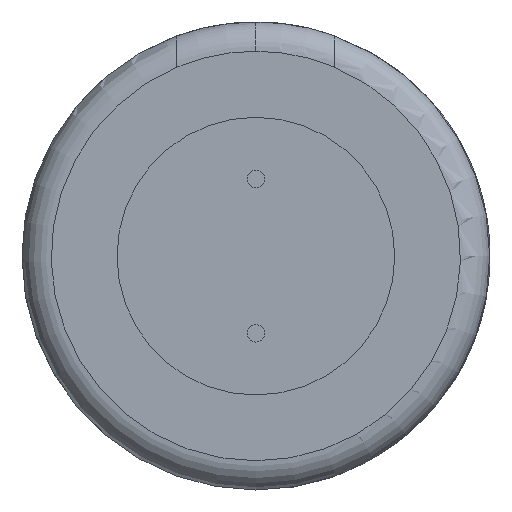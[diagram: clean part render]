
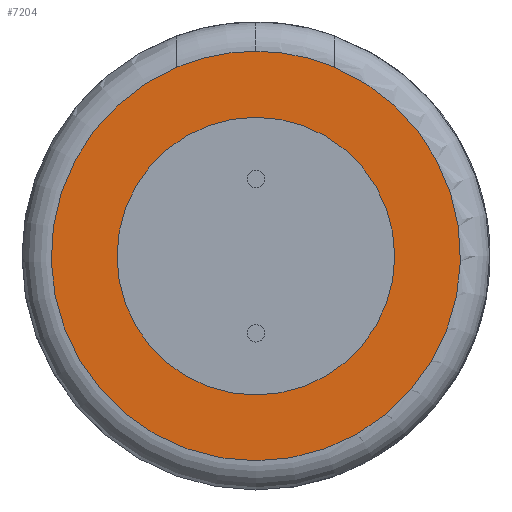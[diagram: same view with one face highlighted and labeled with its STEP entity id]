
A CAD part, front view. The second image highlights one B-rep face of the part: STEP entity #7204.
In plain terms, the highlighted planar face has unit normal (0, -1, 0).
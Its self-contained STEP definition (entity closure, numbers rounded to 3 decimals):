
#201 = CIRCLE ( 'NONE', #12906, 7. ) ;
#363 = CARTESIAN_POINT ( 'NONE',  ( 0., -5., -4.75 ) ) ;
#440 = EDGE_CURVE ( 'NONE', #13709, #11509, #21426, .T. ) ;
#614 = VERTEX_POINT ( 'NONE', #19012 ) ;
#709 = CIRCLE ( 'NONE', #19787, 7. ) ;
#868 = LINE ( 'NONE', #9063, #1043 ) ;
#1043 = VECTOR ( 'NONE', #25596, 1000. ) ;
#1396 = ORIENTED_EDGE ( 'NONE', *, *, #3780, .F. ) ;
#1855 = PLANE ( 'NONE',  #20557 ) ;
#1991 = DIRECTION ( 'NONE',  ( 0., 0., 1. ) ) ;
#2763 = EDGE_CURVE ( 'NONE', #4013, #10687, #709, .T. ) ;
#2769 = ORIENTED_EDGE ( 'NONE', *, *, #2763, .F. ) ;
#2997 = CARTESIAN_POINT ( 'NONE',  ( 0., -5., 0. ) ) ;
#3024 = AXIS2_PLACEMENT_3D ( 'NONE', #4239, #16187, #22608 ) ;
#3321 = DIRECTION ( 'NONE',  ( 0., 0., -1. ) ) ;
#3780 = EDGE_CURVE ( 'NONE', #13709, #4013, #3909, .T. ) ;
#3909 = CIRCLE ( 'NONE', #6841, 7. ) ;
#3982 = CARTESIAN_POINT ( 'NONE',  ( 0., -5., 0.01 ) ) ;
#4013 = VERTEX_POINT ( 'NONE', #19550 ) ;
#4239 = CARTESIAN_POINT ( 'NONE',  ( 0., -5., 0. ) ) ;
#4857 = DIRECTION ( 'NONE',  ( 0., 0., 1. ) ) ;
#6265 = CARTESIAN_POINT ( 'NONE',  ( 2.7, -5., 6.468 ) ) ;
#6527 = CARTESIAN_POINT ( 'NONE',  ( -2.7, -5., 6.458 ) ) ;
#6841 = AXIS2_PLACEMENT_3D ( 'NONE', #3982, #24081, #1991 ) ;
#7083 = ORIENTED_EDGE ( 'NONE', *, *, #440, .T. ) ;
#7204 = ADVANCED_FACE ( 'NONE', ( #14536, #22316 ), #1855, .T. ) ;
#7371 = EDGE_LOOP ( 'NONE', ( #19685, #24072 ) ) ;
#8817 = DIRECTION ( 'NONE',  ( 0., 1., 0. ) ) ;
#9063 = CARTESIAN_POINT ( 'NONE',  ( 2.7, -5., 12.523 ) ) ;
#10687 = VERTEX_POINT ( 'NONE', #6265 ) ;
#11234 = CARTESIAN_POINT ( 'NONE',  ( -2.7, -5., 6.468 ) ) ;
#11509 = VERTEX_POINT ( 'NONE', #6527 ) ;
#11692 = CIRCLE ( 'NONE', #23080, 4.75 ) ;
#12031 = EDGE_CURVE ( 'NONE', #19282, #11509, #201, .T. ) ;
#12906 = AXIS2_PLACEMENT_3D ( 'NONE', #2997, #22967, #4857 ) ;
#13709 = VERTEX_POINT ( 'NONE', #11234 ) ;
#14536 = FACE_OUTER_BOUND ( 'NONE', #23645, .T. ) ;
#16187 = DIRECTION ( 'NONE',  ( 0., 1., 0. ) ) ;
#16626 = ORIENTED_EDGE ( 'NONE', *, *, #12031, .F. ) ;
#17718 = CARTESIAN_POINT ( 'NONE',  ( -2.7, -5., 12.523 ) ) ;
#18545 = DIRECTION ( 'NONE',  ( 0., 0., 1. ) ) ;
#19012 = CARTESIAN_POINT ( 'NONE',  ( 0., -5., 4.75 ) ) ;
#19166 = EDGE_CURVE ( 'NONE', #10687, #19282, #868, .T. ) ;
#19282 = VERTEX_POINT ( 'NONE', #21213 ) ;
#19550 = CARTESIAN_POINT ( 'NONE',  ( 0., -5., 7.01 ) ) ;
#19685 = ORIENTED_EDGE ( 'NONE', *, *, #22628, .T. ) ;
#19787 = AXIS2_PLACEMENT_3D ( 'NONE', #21025, #8817, #23115 ) ;
#20385 = DIRECTION ( 'NONE',  ( 0., 0., -1. ) ) ;
#20557 = AXIS2_PLACEMENT_3D ( 'NONE', #24083, #21964, #20385 ) ;
#21025 = CARTESIAN_POINT ( 'NONE',  ( 0., -5., 0.01 ) ) ;
#21213 = CARTESIAN_POINT ( 'NONE',  ( 2.7, -5., 6.458 ) ) ;
#21426 = LINE ( 'NONE', #17718, #23213 ) ;
#21964 = DIRECTION ( 'NONE',  ( 0., -1., 0. ) ) ;
#22316 = FACE_BOUND ( 'NONE', #7371, .T. ) ;
#22608 = DIRECTION ( 'NONE',  ( 0., 0., 1. ) ) ;
#22628 = EDGE_CURVE ( 'NONE', #614, #23677, #24134, .T. ) ;
#22967 = DIRECTION ( 'NONE',  ( 0., 1., 0. ) ) ;
#23080 = AXIS2_PLACEMENT_3D ( 'NONE', #24885, #24627, #18545 ) ;
#23115 = DIRECTION ( 'NONE',  ( 0., 0., 1. ) ) ;
#23213 = VECTOR ( 'NONE', #3321, 1000. ) ;
#23289 = ORIENTED_EDGE ( 'NONE', *, *, #19166, .F. ) ;
#23645 = EDGE_LOOP ( 'NONE', ( #16626, #23289, #2769, #1396, #7083 ) ) ;
#23677 = VERTEX_POINT ( 'NONE', #363 ) ;
#24072 = ORIENTED_EDGE ( 'NONE', *, *, #24088, .T. ) ;
#24081 = DIRECTION ( 'NONE',  ( 0., 1., 0. ) ) ;
#24083 = CARTESIAN_POINT ( 'NONE',  ( 0., -5., 7. ) ) ;
#24088 = EDGE_CURVE ( 'NONE', #23677, #614, #11692, .T. ) ;
#24134 = CIRCLE ( 'NONE', #3024, 4.75 ) ;
#24627 = DIRECTION ( 'NONE',  ( 0., 1., 0. ) ) ;
#24885 = CARTESIAN_POINT ( 'NONE',  ( 0., -5., 0. ) ) ;
#25596 = DIRECTION ( 'NONE',  ( 0., 0., -1. ) ) ;
